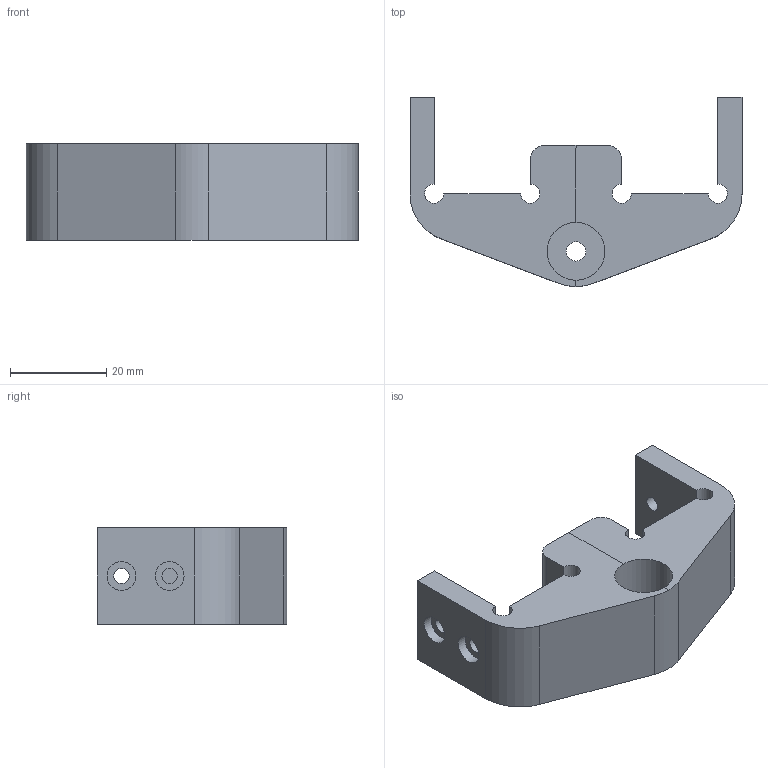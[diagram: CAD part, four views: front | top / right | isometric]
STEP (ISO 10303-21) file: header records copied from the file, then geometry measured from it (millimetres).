
FILE_DESCRIPTION(('FreeCAD Model'),'2;1');
FILE_NAME('Open CASCADE Shape Model','2025-03-24T15:40:23',(''),(''), 'Open CASCADE STEP processor 7.8','FreeCAD','Unknown');
FILE_SCHEMA(('AUTOMOTIVE_DESIGN { 1 0 10303 214 1 1 1 1 }'));
Length unit declared in the file: millimetre
Products named in the file (1): Z_reprap_v0_front
Bounding box: 69 x 39.31 x 20 mm (x, y, z)
Volume: 23640.1 mm3; surface area: 8647.9 mm2
Topology: 1 solids, 1 shells, 42 faces, 109 edges, 72 vertices
Faces by surface type: plane 23, cylinder 19
Full cylindrical faces by diameter (mm): 3.2 x4, 4 x1, 6 x4, 12 x1
Entity records: 1343 total; most frequent: DIRECTION 239, CARTESIAN_POINT 224, ORIENTED_EDGE 218, EDGE_CURVE 109, AXIS2_PLACEMENT_3D 87, VERTEX_POINT 72, LINE 65, VECTOR 65
